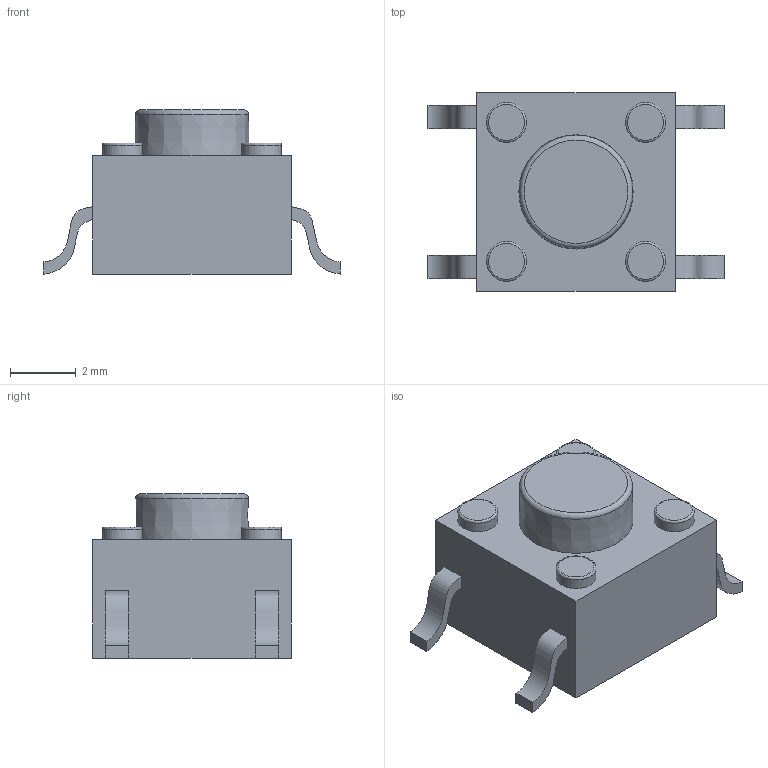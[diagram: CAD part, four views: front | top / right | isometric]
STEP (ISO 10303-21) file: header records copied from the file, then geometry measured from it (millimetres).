
FILE_DESCRIPTION(/* description */ ('Unknown'),/* implementation_level */ '2;1');
FILE_NAME(/* name */ 'Tactal Switch - SMD (6mmx 6mmx 5mm) - Marked',/* time_stamp */ '2018-10-30T14:26:58-04:00',/* author */ ('Unknown'),/* organization */ ('Unknown'),/* preprocessor_version */ 'ST-DEVELOPER v16.7',/* originating_system */ 'DEX',/* authorisation */ $);
FILE_SCHEMA (('AUTOMOTIVE_DESIGN {1 0 10303 214 3 1 1}'));
Length unit declared in the file: millimetre
Products named in the file (1): Tactal Switch - SMD (6mmx 6mmx__mm) - Marked
Bounding box: 9.02 x 6.03 x 5 mm (x, y, z)
Volume: 148 mm3; surface area: 214.3 mm2
Topology: 1 solids, 21 shells, 213 faces, 486 edges, 324 vertices
Faces by surface type: plane 156, bspline 47, torus 5, cylinder 4, cone 1
Full cylindrical faces by diameter (mm): 1.219 x4
Entity records: 8791 total; most frequent: CARTESIAN_POINT 3233, ORIENTED_EDGE 934, DIRECTION 536, EDGE_CURVE 467, VERTEX_POINT 319, B_SPLINE_CURVE_WITH_KNOTS 280, EDGE_LOOP 248, FACE_BOUND 248
